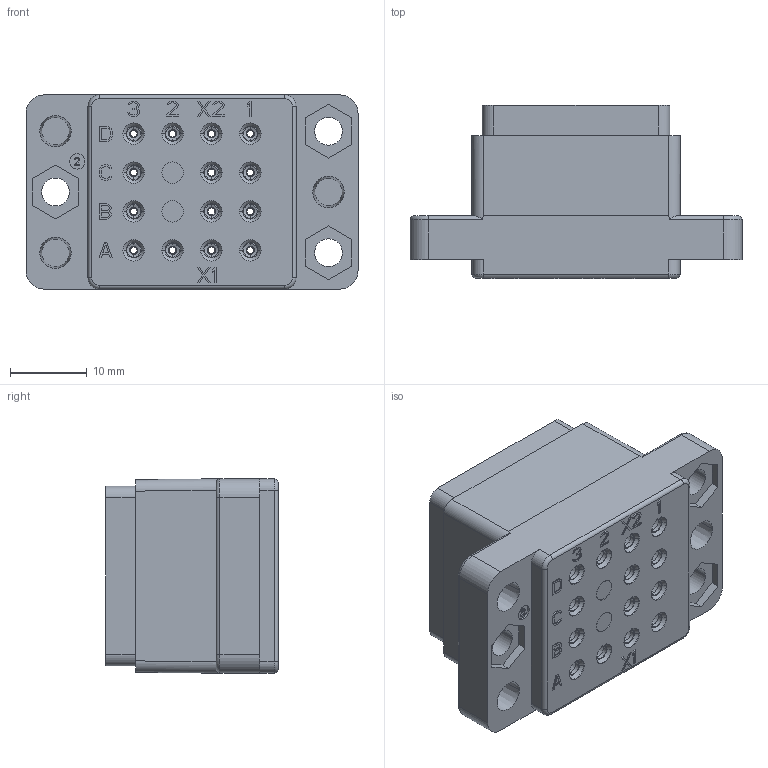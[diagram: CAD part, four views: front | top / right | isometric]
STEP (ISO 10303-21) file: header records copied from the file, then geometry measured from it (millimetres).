
FILE_DESCRIPTION((''),'2;1');
FILE_NAME('00157630102','2020-07-08T',('presta_be4'),(''),'CREO PARAMETRIC BY PTC INC, 2018360','CREO PARAMETRIC BY PTC INC, 2018360','');
FILE_SCHEMA(('CONFIG_CONTROL_DESIGN'));
Products named in the file (1): 00157630102
Bounding box: 43.4 x 22.7 x 25.4 mm (x, y, z)
Volume: 14136.2 mm3; surface area: 11836.7 mm2
Topology: 1 solids, 1 shells, 2333 faces, 6032 edges, 3860 vertices
Faces by surface type: plane 995, cylinder 592, cone 414, torus 324, bspline 8
Entity records: 74565 total; most frequent: CARTESIAN_POINT 17968, ORIENTED_EDGE 12064, DIRECTION 11456, EDGE_CURVE 6032, AXIS2_PLACEMENT_3D 4191, VERTEX_POINT 3860, VECTOR 3074, LINE 3074
